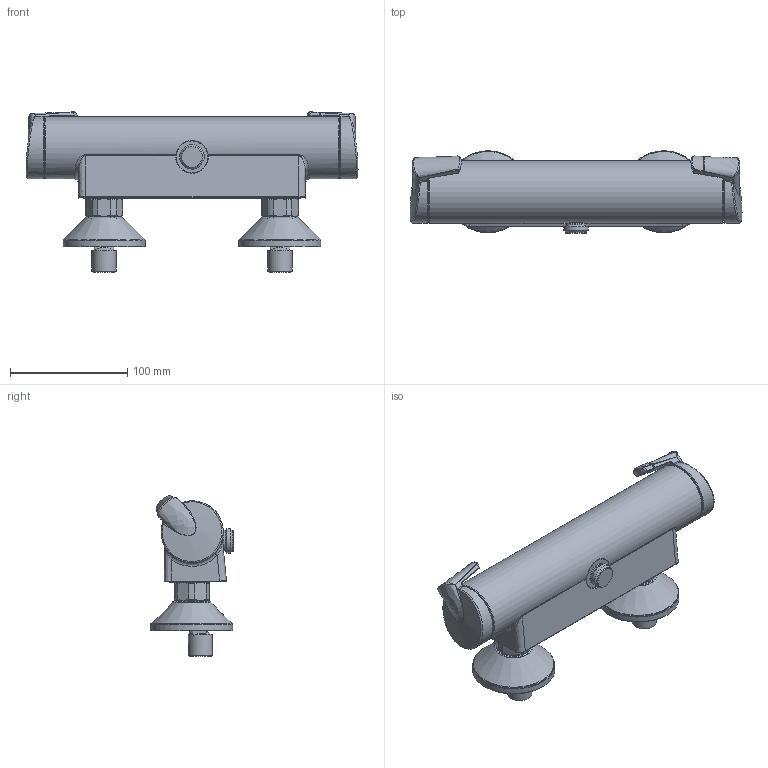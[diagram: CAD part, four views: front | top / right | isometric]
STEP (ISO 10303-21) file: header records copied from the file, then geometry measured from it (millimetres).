
FILE_DESCRIPTION (( 'STEP AP203' ), '1' );
FILE_NAME ('7160U+65140101.STEP', '2017-03-09T05:59:10', ( '' ), ( '' ), 'SwSTEP 2.0', 'SolidWorks 2016', '' );
FILE_SCHEMA (( 'CONFIG_CONTROL_DESIGN' ));
Length unit declared in the file: millimetre
Products named in the file (1): 7160U+65140101
Bounding box: 283.13 x 70.45 x 136.79 mm (x, y, z)
Surface area: 107292.1 mm2 (no closed solid volume)
Topology: 0 solids, 7 shells, 320 faces, 742 edges, 447 vertices
Faces by surface type: bspline 129, cylinder 62, plane 61, cone 49, torus 13, sphere 6
Full cylindrical faces by diameter (mm): 18 x1, 18.2 x1, 20.6 x2, 20.955 x1, 24 x2, 26 x2, 26.2 x4, 27.5 x1, 27.8 x1, 47.946 x1, 53 x1, 69.2 x2, 70 x2
Entity records: 20206 total; most frequent: CARTESIAN_POINT 14367, ORIENTED_EDGE 1296, DIRECTION 915, EDGE_CURVE 649, VERTEX_POINT 419, AXIS2_PLACEMENT_3D 418, EDGE_LOOP 402, FACE_OUTER_BOUND 358
